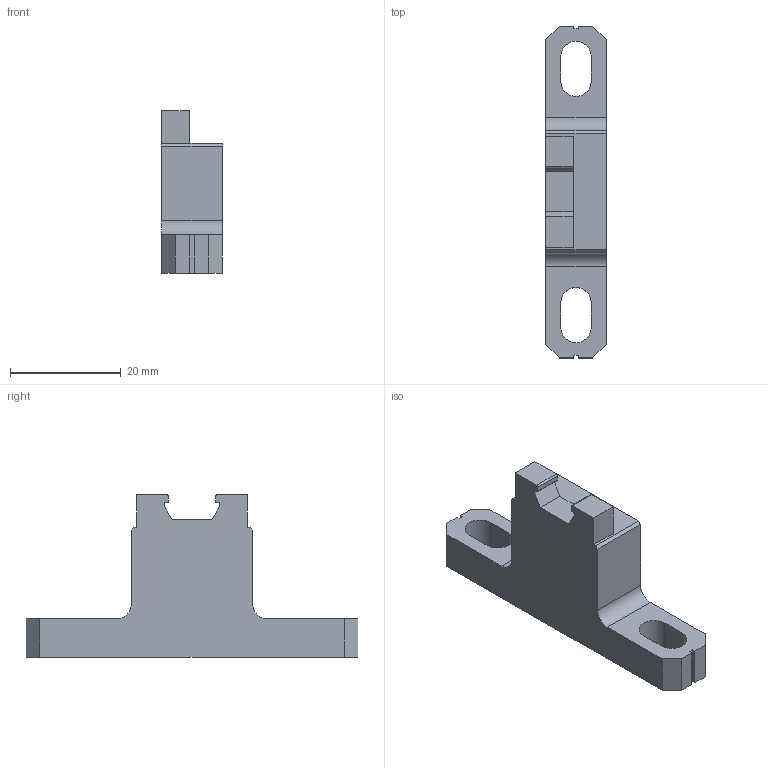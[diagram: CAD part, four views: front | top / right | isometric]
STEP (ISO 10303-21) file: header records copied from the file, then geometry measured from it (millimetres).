
FILE_DESCRIPTION( ( 'STEP AP203' ), ' ' );
FILE_NAME( '9.9700.00.000.stp', '2017-04-07T13:38:52', ( '' ), ( '' ), ' ', 'PARTsolutions', ' ' );
FILE_SCHEMA( ( 'CONFIG_CONTROL_DESIGN' ) );
Length unit declared in the file: millimetre
Products named in the file (1): _9.9700.00.000
Bounding box: 11 x 60 x 29.4 mm (x, y, z)
Volume: 7474.6 mm3; surface area: 3963 mm2
Topology: 1 solids, 1 shells, 63 faces, 180 edges, 120 vertices
Faces by surface type: plane 47, cylinder 16
Entity records: 2098 total; most frequent: CARTESIAN_POINT 364, ORIENTED_EDGE 360, DIRECTION 340, EDGE_CURVE 180, LINE 148, VECTOR 148, VERTEX_POINT 120, AXIS2_PLACEMENT_3D 96
